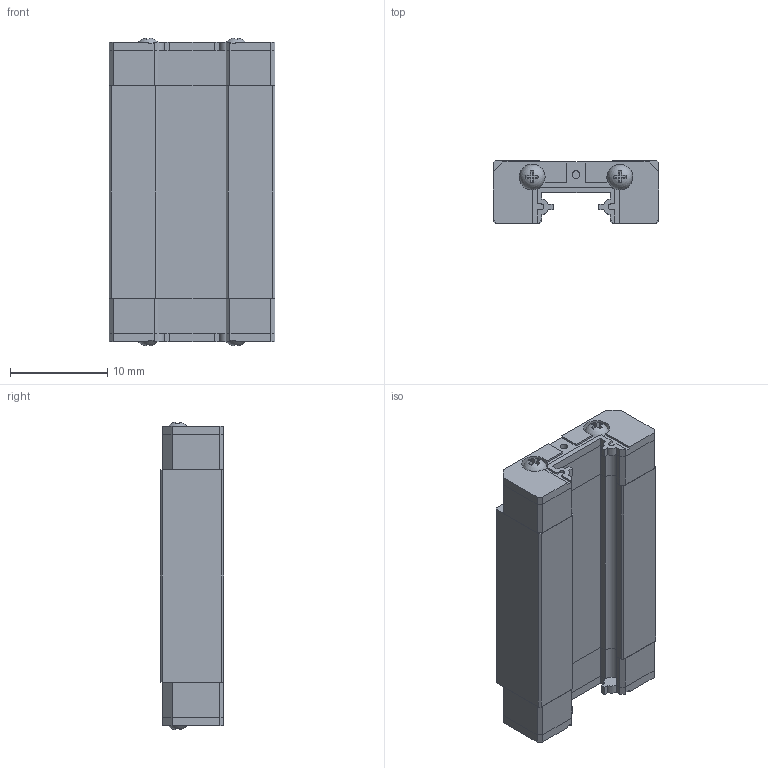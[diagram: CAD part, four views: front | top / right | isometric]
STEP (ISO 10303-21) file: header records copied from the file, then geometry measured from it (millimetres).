
FILE_DESCRIPTION(/* description */ (''),/* implementation_level */ '2;1');
FILE_NAME(/* name */ '00_MGN7-H.ipt.step',/* time_stamp */ '2022-11-29T07:44:15+01:00',/* author */ ('diederichbenedict'),/* organization */ (''),/* preprocessor_version */ 'ST-DEVELOPER v18.1',/* originating_system */ 'Autodesk Inventor 2022',/* authorisation */ '');
FILE_SCHEMA (('AUTOMOTIVE_DESIGN { 1 0 10303 214 3 1 1 }'));
Length unit declared in the file: millimetre
Products named in the file (1): MGN7-H
Bounding box: 17 x 6.5 x 31.61 mm (x, y, z)
Volume: 2527.7 mm3; surface area: 2672.4 mm2
Topology: 9 solids, 9 shells, 244 faces, 674 edges, 448 vertices
Faces by surface type: plane 206, cylinder 30, sphere 4, cone 4
Full cylindrical faces by diameter (mm): 0.8 x4, 2 x4, 2.659 x4
Entity records: 7843 total; most frequent: CARTESIAN_POINT 1367, ORIENTED_EDGE 1348, DIRECTION 1304, EDGE_CURVE 674, LINE 534, VECTOR 534, VERTEX_POINT 448, AXIS2_PLACEMENT_3D 385
